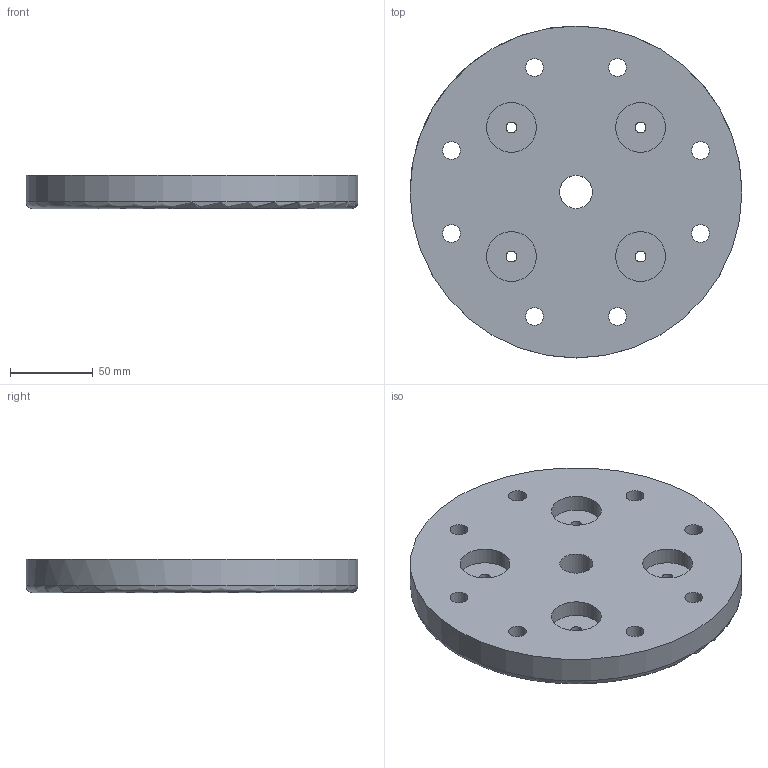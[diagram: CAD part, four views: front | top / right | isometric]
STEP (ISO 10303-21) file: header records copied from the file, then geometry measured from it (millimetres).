
FILE_DESCRIPTION(/* description */ (''),/* implementation_level */ '2;1');
FILE_NAME(/* name */ 'part_smc_pad.stp',/* time_stamp */ '2020-07-03T18:26:16+01:00',/* author */ ('romanp'),/* organization */ (''),/* preprocessor_version */ 'ST-DEVELOPER v17',/* originating_system */ 'Autodesk Inventor 2019',/* authorisation */ '');
FILE_SCHEMA (('AUTOMOTIVE_DESIGN { 1 0 10303 214 3 1 1 }'));
Length unit declared in the file: millimetre
Products named in the file (1): smc_pad_V3
Bounding box: 200 x 200 x 20 mm (x, y, z)
Volume: 575638.1 mm3; surface area: 83224.9 mm2
Topology: 1 solids, 1 shells, 25 faces, 69 edges, 50 vertices
Faces by surface type: cylinder 18, plane 6, torus 1
Full cylindrical faces by diameter (mm): 6.5 x4, 10.8 x8, 20 x1, 30 x4, 200 x1
Entity records: 949 total; most frequent: DIRECTION 172, CARTESIAN_POINT 145, ORIENTED_EDGE 138, AXIS2_PLACEMENT_3D 77, EDGE_CURVE 69, EDGE_LOOP 55, CIRCLE 51, VERTEX_POINT 50
